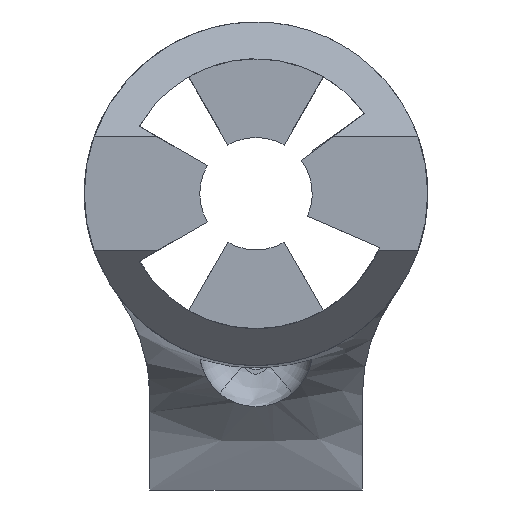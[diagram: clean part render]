
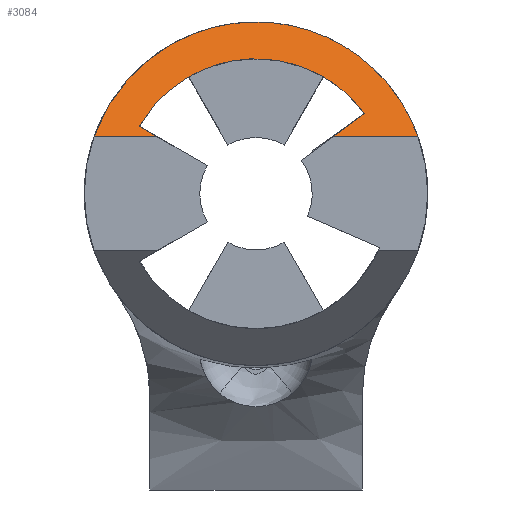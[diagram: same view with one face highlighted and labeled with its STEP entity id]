
A CAD part, front view. The second image highlights one B-rep face of the part: STEP entity #3084.
In plain terms, the highlighted planar face has unit normal (0, -0.707, 0.707).
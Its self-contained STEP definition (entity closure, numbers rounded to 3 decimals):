
#43=PLANE('',#3379);
#222=ELLIPSE('',#3263,26.941,19.05);
#289=ELLIPSE('',#3375,34.295,24.25);
#331=LINE('',#7142,#538);
#353=LINE('',#10226,#560);
#357=LINE('',#10235,#564);
#358=LINE('',#10236,#565);
#538=VECTOR('',#3773,1000.);
#560=VECTOR('',#3909,1000.);
#564=VECTOR('',#3917,1000.);
#565=VECTOR('',#3918,1000.);
#956=ORIENTED_EDGE('',*,*,#1898,.F.);
#957=ORIENTED_EDGE('',*,*,#1896,.T.);
#958=ORIENTED_EDGE('',*,*,#1793,.T.);
#959=ORIENTED_EDGE('',*,*,#1903,.T.);
#960=ORIENTED_EDGE('',*,*,#1681,.F.);
#961=ORIENTED_EDGE('',*,*,#1904,.F.);
#1681=EDGE_CURVE('',#2161,#2162,#222,.F.);
#1793=EDGE_CURVE('',#2274,#2273,#331,.T.);
#1896=EDGE_CURVE('',#2368,#2274,#289,.F.);
#1898=EDGE_CURVE('',#2368,#2369,#353,.T.);
#1903=EDGE_CURVE('',#2273,#2162,#357,.T.);
#1904=EDGE_CURVE('',#2369,#2161,#358,.T.);
#2161=VERTEX_POINT('',#4548);
#2162=VERTEX_POINT('',#4550);
#2273=VERTEX_POINT('',#7141);
#2274=VERTEX_POINT('',#7143);
#2368=VERTEX_POINT('',#10223);
#2369=VERTEX_POINT('',#10227);
#2633=EDGE_LOOP('',(#956,#957,#958,#959,#960,#961));
#2850=FACE_BOUND('',#2633,.T.);
#3084=ADVANCED_FACE('',(#2850),#43,.F.);
#3263=AXIS2_PLACEMENT_3D('',#4549,#3629,#3630);
#3375=AXIS2_PLACEMENT_3D('',#10222,#3903,#3904);
#3379=AXIS2_PLACEMENT_3D('',#10234,#3915,#3916);
#3629=DIRECTION('',(0.,0.707,-0.707));
#3630=DIRECTION('',(0.,0.707,0.707));
#3773=DIRECTION('',(1.,0.,0.));
#3903=DIRECTION('',(0.,0.707,-0.707));
#3904=DIRECTION('',(0.,0.707,0.707));
#3909=DIRECTION('',(-1.,0.,0.));
#3915=DIRECTION('',(0.,0.707,-0.707));
#3916=DIRECTION('',(0.,0.707,0.707));
#3917=DIRECTION('',(-0.775,0.447,0.447));
#3918=DIRECTION('',(0.691,0.511,0.511));
#4548=CARTESIAN_POINT('',(15.31,-96.747,11.337));
#4549=CARTESIAN_POINT('',(0.,-108.083,0.));
#4550=CARTESIAN_POINT('',(-16.498,-98.558,9.525));
#7141=CARTESIAN_POINT('',(-14.001,-100.,8.083));
#7142=CARTESIAN_POINT('',(-24.25,-100.,8.083));
#7143=CARTESIAN_POINT('',(-22.863,-100.,8.083));
#10222=CARTESIAN_POINT('',(0.,-108.083,0.));
#10223=CARTESIAN_POINT('',(22.863,-100.,8.083));
#10226=CARTESIAN_POINT('',(0.,-100.,8.083));
#10227=CARTESIAN_POINT('',(10.916,-100.,8.083));
#10234=CARTESIAN_POINT('',(-24.25,-100.,8.083));
#10235=CARTESIAN_POINT('',(-113.651,-42.467,65.617));
#10236=CARTESIAN_POINT('',(114.743,-23.117,84.966));
